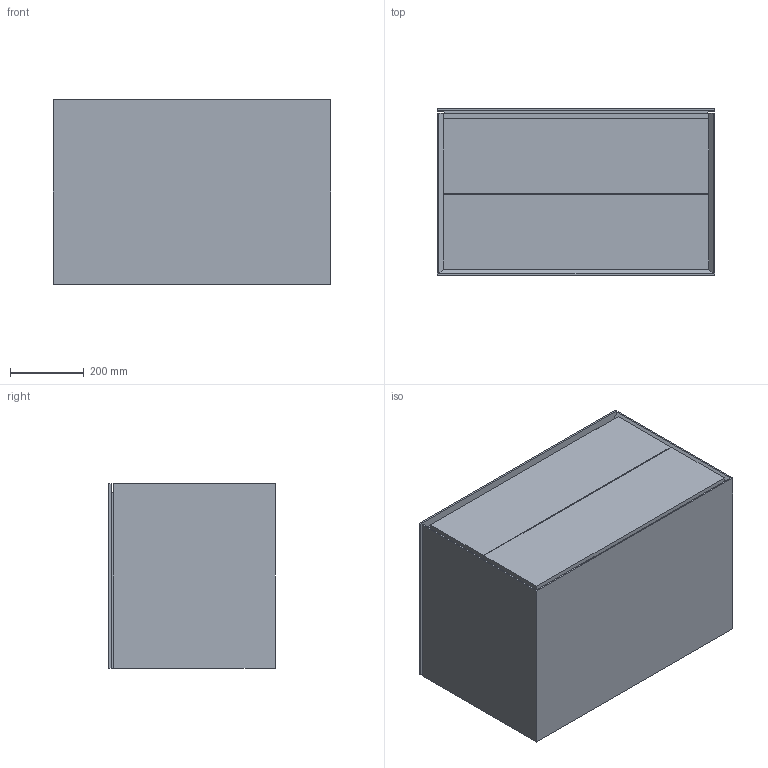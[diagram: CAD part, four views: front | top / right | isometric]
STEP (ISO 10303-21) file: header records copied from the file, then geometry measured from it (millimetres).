
FILE_DESCRIPTION (( 'STEP AP203' ), '1' );
FILE_NAME ('ISSY GLIDE TWIN VU 750 SB_Rev0.STEP', '2022-04-03T11:33:17', ( '' ), ( '' ), 'SwSTEP 2.0', 'SolidWorks 2020', '' );
FILE_SCHEMA (( 'CONFIG_CONTROL_DESIGN' ));
Length unit declared in the file: millimetre
Products named in the file (1): ISSY GLIDE TWIN VU 750 SB_Rev0
Bounding box: 750 x 450 x 500 mm (x, y, z)
Volume: 155680830.2 mm3; surface area: 3242783.8 mm2
Topology: 1 solids, 1 shells, 58 faces, 167 edges, 112 vertices
Faces by surface type: plane 46, cylinder 10, bspline 2
Entity records: 3070 total; most frequent: CARTESIAN_POINT 1488, ORIENTED_EDGE 334, DIRECTION 275, EDGE_CURVE 167, LINE 125, VECTOR 125, VERTEX_POINT 112, AXIS2_PLACEMENT_3D 75
